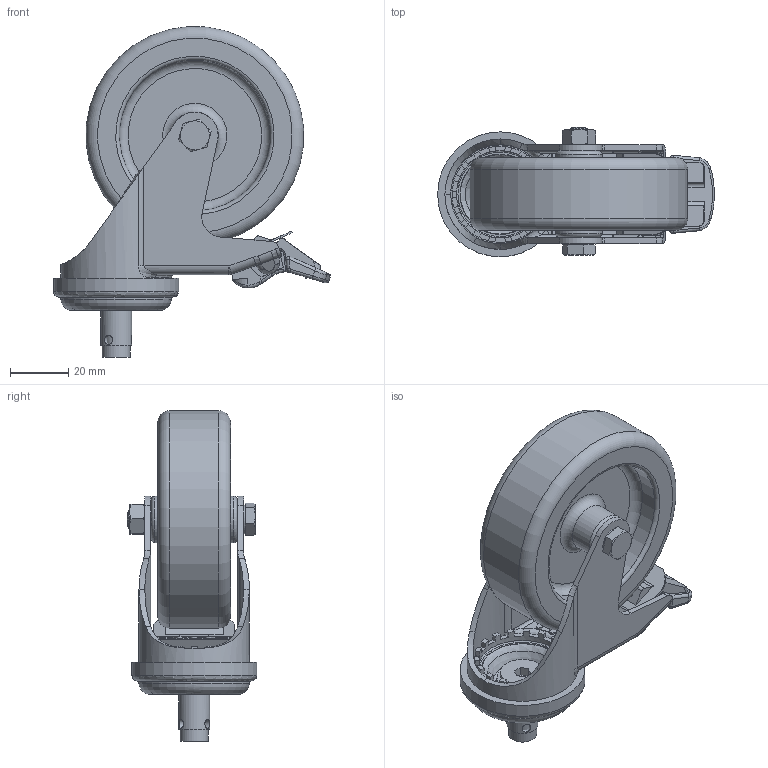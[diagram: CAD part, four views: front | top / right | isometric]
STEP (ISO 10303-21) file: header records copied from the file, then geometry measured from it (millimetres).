
FILE_DESCRIPTION(('STEP AP203'),'1');
FILE_NAME('ERGO10B1417.stp','2023-10-23T07:02:09',(' '),(' '),'Spatial InterOp 3D',' ',' ');
FILE_SCHEMA(('CONFIG_CONTROL_DESIGN'));
Length unit declared in the file: millimetre
Products named in the file (10): Kit roulette pivotante; DRM8; Roulette pivotante D75, à blocage; roue pour roulette; corps; ecrou; axe; Kit roulette pivotante D75 à blocage - vis seule; Vis FHC - M8x25
Assembly tree (9 placements, depth 4):
  Kit roulette pivotante
    DRM8
    Kit roulette pivotante D75 à blocage - vis seule
      Roulette pivotante D75, à blocage
        roue pour roulette
        corps
        ecrou
        axe
      Kit roulette pivotante D75 à blocage - vis seule
        Vis FHC - M8x25
Bounding box: 95.22 x 44.5 x 113.77 mm (x, y, z)
Volume: 73676.7 mm3; surface area: 41672.9 mm2
Topology: 5 solids, 7 shells, 579 faces, 1582 edges, 1016 vertices
Faces by surface type: plane 254, cylinder 170, bspline 69, cone 48, revolution 24, torus 14
Full cylindrical faces by diameter (mm): 3.1 x3, 5 x1, 6 x4, 8 x2, 8.1 x1, 9.7 x1, 10 x1, 10.7 x1, 11 x1, 15.24 x1, 16.1 x2, 17.45 x1, 34 x1, 38 x1, 43 x1, 52 x2, 75 x1
Entity records: 27069 total; most frequent: CARTESIAN_POINT 12416, ORIENTED_EDGE 2991, DIRECTION 2202, EDGE_CURVE 1497, VERTEX_POINT 1000, AXIS2_PLACEMENT_3D 770, EDGE_LOOP 666, LINE 638
